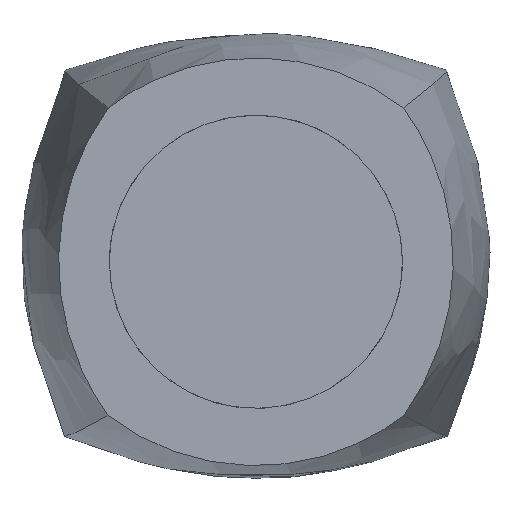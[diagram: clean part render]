
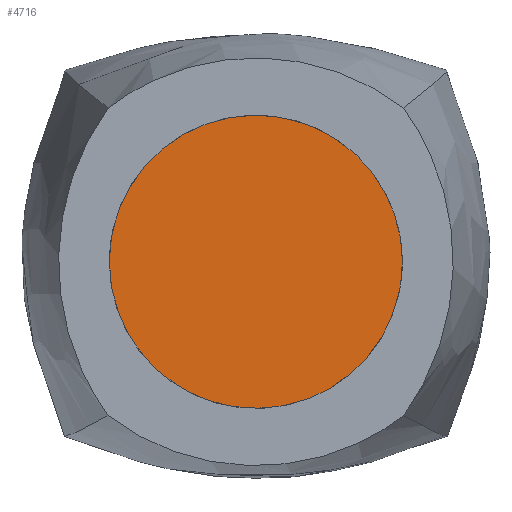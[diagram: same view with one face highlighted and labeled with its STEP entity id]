
A CAD part, left-side view. The second image highlights one B-rep face of the part: STEP entity #4716.
In plain terms, the highlighted planar face has unit normal (-1, 0, 0).
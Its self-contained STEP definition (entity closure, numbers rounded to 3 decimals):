
#358 = CARTESIAN_POINT ( 'NONE',  ( 0., 0., 0. ) ) ;
#472 = CARTESIAN_POINT ( 'NONE',  ( 0., -41., 0. ) ) ;
#755 = CARTESIAN_POINT ( 'NONE',  ( 0., 0., 0. ) ) ;
#899 = EDGE_CURVE ( 'NONE', #1729, #3726, #1435, .T. ) ;
#1240 = AXIS2_PLACEMENT_3D ( 'NONE', #358, #1881, #4932 ) ;
#1303 = CIRCLE ( 'NONE', #4086, 41. ) ;
#1435 = CIRCLE ( 'NONE', #4632, 41. ) ;
#1582 = ORIENTED_EDGE ( 'NONE', *, *, #2361, .T. ) ;
#1729 = VERTEX_POINT ( 'NONE', #472 ) ;
#1881 = DIRECTION ( 'NONE',  ( -1., 0., 0. ) ) ;
#2253 = FACE_OUTER_BOUND ( 'NONE', #4656, .T. ) ;
#2336 = DIRECTION ( 'NONE',  ( 0., -1., 0. ) ) ;
#2361 = EDGE_CURVE ( 'NONE', #3726, #1729, #1303, .T. ) ;
#2683 = CARTESIAN_POINT ( 'NONE',  ( 0., 0., 0. ) ) ;
#3025 = DIRECTION ( 'NONE',  ( -1., 0., 0. ) ) ;
#3378 = DIRECTION ( 'NONE',  ( 0., -1., 0. ) ) ;
#3726 = VERTEX_POINT ( 'NONE', #3742 ) ;
#3742 = CARTESIAN_POINT ( 'NONE',  ( 0., 41., 0. ) ) ;
#3774 = PLANE ( 'NONE',  #1240 ) ;
#4086 = AXIS2_PLACEMENT_3D ( 'NONE', #755, #3025, #3378 ) ;
#4256 = DIRECTION ( 'NONE',  ( -1., 0., 0. ) ) ;
#4315 = ORIENTED_EDGE ( 'NONE', *, *, #899, .T. ) ;
#4632 = AXIS2_PLACEMENT_3D ( 'NONE', #2683, #4256, #2336 ) ;
#4656 = EDGE_LOOP ( 'NONE', ( #4315, #1582 ) ) ;
#4716 = ADVANCED_FACE ( 'NONE', ( #2253 ), #3774, .T. ) ;
#4932 = DIRECTION ( 'NONE',  ( 0., 0., 1. ) ) ;
